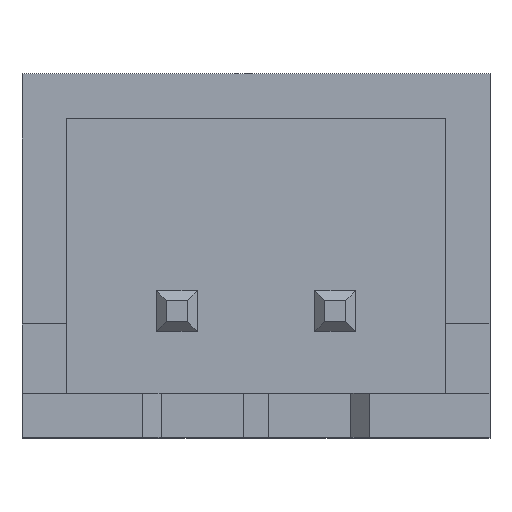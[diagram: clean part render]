
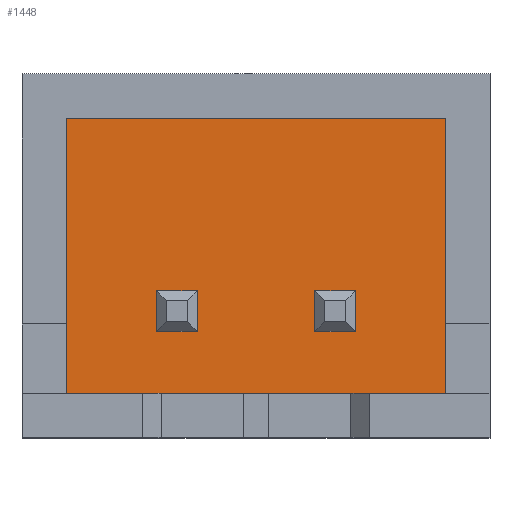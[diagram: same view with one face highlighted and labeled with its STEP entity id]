
A CAD part, top view. The second image highlights one B-rep face of the part: STEP entity #1448.
In plain terms, the highlighted planar face has unit normal (0, 0, 1).
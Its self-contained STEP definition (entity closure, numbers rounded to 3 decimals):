
#21=FACE_BOUND('',#133,.T.);
#22=FACE_BOUND('',#134,.T.);
#52=FACE_OUTER_BOUND('',#132,.T.);
#132=EDGE_LOOP('',(#1095,#1096,#1097,#1098));
#133=EDGE_LOOP('',(#1099,#1100,#1101,#1102));
#134=EDGE_LOOP('',(#1103,#1104,#1105,#1106));
#230=LINE('',#2059,#432);
#252=LINE('',#2106,#454);
#256=LINE('',#2113,#458);
#259=LINE('',#2119,#461);
#261=LINE('',#2122,#463);
#267=LINE('',#2136,#469);
#271=LINE('',#2143,#473);
#274=LINE('',#2149,#476);
#276=LINE('',#2152,#478);
#303=LINE('',#2203,#505);
#305=LINE('',#2207,#507);
#307=LINE('',#2211,#509);
#432=VECTOR('',#1656,1000.);
#454=VECTOR('',#1688,1000.);
#458=VECTOR('',#1694,1000.);
#461=VECTOR('',#1699,1000.);
#463=VECTOR('',#1703,1000.);
#469=VECTOR('',#1713,1000.);
#473=VECTOR('',#1719,1000.);
#476=VECTOR('',#1724,1000.);
#478=VECTOR('',#1728,1000.);
#505=VECTOR('',#1767,1000.);
#507=VECTOR('',#1771,1000.);
#509=VECTOR('',#1775,1000.);
#633=VERTEX_POINT('',#2056);
#634=VERTEX_POINT('',#2058);
#653=VERTEX_POINT('',#2103);
#654=VERTEX_POINT('',#2105);
#656=VERTEX_POINT('',#2111);
#658=VERTEX_POINT('',#2117);
#663=VERTEX_POINT('',#2133);
#664=VERTEX_POINT('',#2135);
#666=VERTEX_POINT('',#2141);
#668=VERTEX_POINT('',#2147);
#686=VERTEX_POINT('',#2201);
#687=VERTEX_POINT('',#2205);
#768=EDGE_CURVE('',#634,#633,#230,.T.);
#792=EDGE_CURVE('',#653,#654,#252,.T.);
#796=EDGE_CURVE('',#656,#653,#256,.T.);
#799=EDGE_CURVE('',#658,#656,#259,.T.);
#801=EDGE_CURVE('',#654,#658,#261,.T.);
#807=EDGE_CURVE('',#663,#664,#267,.T.);
#811=EDGE_CURVE('',#666,#663,#271,.T.);
#814=EDGE_CURVE('',#668,#666,#274,.T.);
#816=EDGE_CURVE('',#664,#668,#276,.T.);
#843=EDGE_CURVE('',#633,#686,#303,.T.);
#845=EDGE_CURVE('',#686,#687,#305,.T.);
#847=EDGE_CURVE('',#687,#634,#307,.T.);
#1095=ORIENTED_EDGE('',*,*,#768,.T.);
#1096=ORIENTED_EDGE('',*,*,#843,.T.);
#1097=ORIENTED_EDGE('',*,*,#845,.T.);
#1098=ORIENTED_EDGE('',*,*,#847,.T.);
#1099=ORIENTED_EDGE('',*,*,#792,.F.);
#1100=ORIENTED_EDGE('',*,*,#796,.F.);
#1101=ORIENTED_EDGE('',*,*,#799,.F.);
#1102=ORIENTED_EDGE('',*,*,#801,.F.);
#1103=ORIENTED_EDGE('',*,*,#807,.F.);
#1104=ORIENTED_EDGE('',*,*,#811,.F.);
#1105=ORIENTED_EDGE('',*,*,#814,.F.);
#1106=ORIENTED_EDGE('',*,*,#816,.F.);
#1370=PLANE('',#1548);
#1448=ADVANCED_FACE('',(#52,#21,#22),#1370,.T.);
#1548=AXIS2_PLACEMENT_3D('',#2213,#1777,#1778);
#1656=DIRECTION('',(1.,0.,0.));
#1688=DIRECTION('',(0.,1.,0.));
#1694=DIRECTION('',(1.,0.,0.));
#1699=DIRECTION('',(0.,-1.,0.));
#1703=DIRECTION('',(-1.,0.,0.));
#1713=DIRECTION('',(0.,1.,0.));
#1719=DIRECTION('',(1.,0.,0.));
#1724=DIRECTION('',(0.,-1.,0.));
#1728=DIRECTION('',(-1.,0.,0.));
#1767=DIRECTION('',(0.,1.,0.));
#1771=DIRECTION('',(-1.,0.,0.));
#1775=DIRECTION('',(0.,-1.,0.));
#1777=DIRECTION('center_axis',(0.,0.,1.));
#1778=DIRECTION('ref_axis',(1.,0.,0.));
#2056=CARTESIAN_POINT('',(3.,-2.175,0.7));
#2058=CARTESIAN_POINT('',(-3.,-2.175,0.7));
#2059=CARTESIAN_POINT('',(-3.,-2.175,0.7));
#2103=CARTESIAN_POINT('',(1.57,-1.195,0.7));
#2105=CARTESIAN_POINT('',(1.57,-0.555,0.7));
#2106=CARTESIAN_POINT('',(1.57,-1.195,0.7));
#2111=CARTESIAN_POINT('',(0.93,-1.195,0.7));
#2113=CARTESIAN_POINT('',(0.93,-1.195,0.7));
#2117=CARTESIAN_POINT('',(0.93,-0.555,0.7));
#2119=CARTESIAN_POINT('',(0.93,-1.195,0.7));
#2122=CARTESIAN_POINT('',(0.93,-0.555,0.7));
#2133=CARTESIAN_POINT('',(-0.93,-1.195,0.7));
#2135=CARTESIAN_POINT('',(-0.93,-0.555,0.7));
#2136=CARTESIAN_POINT('',(-0.93,-1.195,0.7));
#2141=CARTESIAN_POINT('',(-1.57,-1.195,0.7));
#2143=CARTESIAN_POINT('',(-1.57,-1.195,0.7));
#2147=CARTESIAN_POINT('',(-1.57,-0.555,0.7));
#2149=CARTESIAN_POINT('',(-1.57,-1.195,0.7));
#2152=CARTESIAN_POINT('',(-1.57,-0.555,0.7));
#2201=CARTESIAN_POINT('',(3.,2.175,0.7));
#2203=CARTESIAN_POINT('',(3.,-2.175,0.7));
#2205=CARTESIAN_POINT('',(-3.,2.175,0.7));
#2207=CARTESIAN_POINT('',(3.,2.175,0.7));
#2211=CARTESIAN_POINT('',(-3.,2.175,0.7));
#2213=CARTESIAN_POINT('Origin',(0.,0.,0.7));
